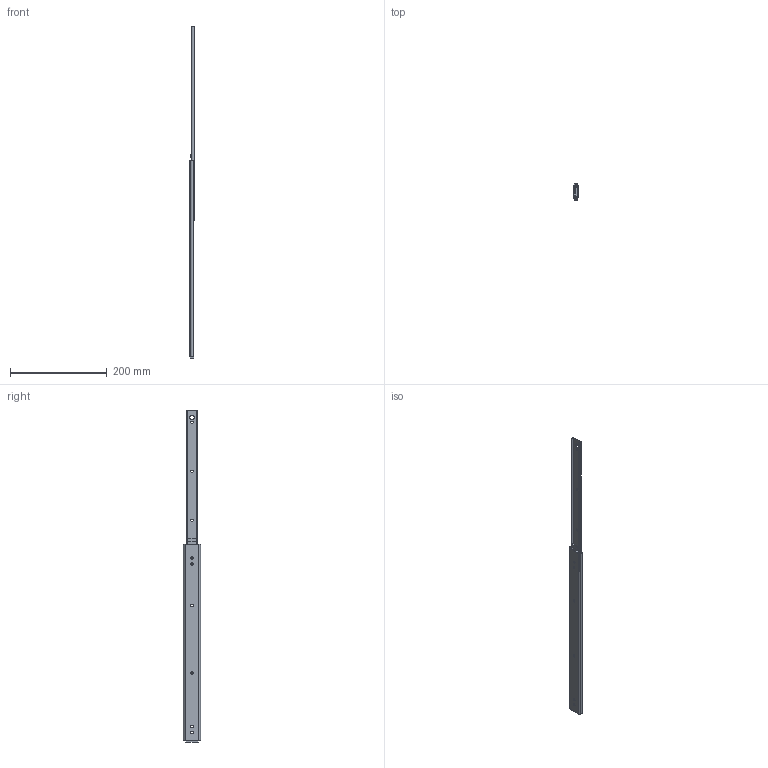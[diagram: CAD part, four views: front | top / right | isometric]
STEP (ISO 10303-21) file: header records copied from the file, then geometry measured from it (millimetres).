
FILE_DESCRIPTION (( 'STEP AP203' ), '1' );
FILE_NAME ('K-251-HDS-16.STEP', '2012-06-22T04:35:38', ( '11sw' ), ( 'タキゲン製造株式会社' ), 'SwSTEP 2.0', 'SolidWorks 2011', '' );
FILE_SCHEMA (( 'CONFIG_CONTROL_DESIGN' ));
Length unit declared in the file: millimetre
Products named in the file (3): K-251-HDS-16; K-251-HDS-16インナーメンバー_; K-251-HDS-16アウターメンバー_
Assembly tree (2 placements, depth 2):
  K-251-HDS-16
    K-251-HDS-16インナーメンバー_
    K-251-HDS-16アウターメンバー_
Bounding box: 9.6 x 35.27 x 687.9 mm (x, y, z)
Volume: 53004.6 mm3; surface area: 68546.1 mm2
Topology: 2 solids, 2 shells, 106 faces, 296 edges, 196 vertices
Faces by surface type: plane 67, cylinder 39
Entity records: 3755 total; most frequent: CARTESIAN_POINT 603, DIRECTION 596, ORIENTED_EDGE 592, EDGE_CURVE 296, VECTOR 218, LINE 218, VERTEX_POINT 196, AXIS2_PLACEMENT_3D 189
